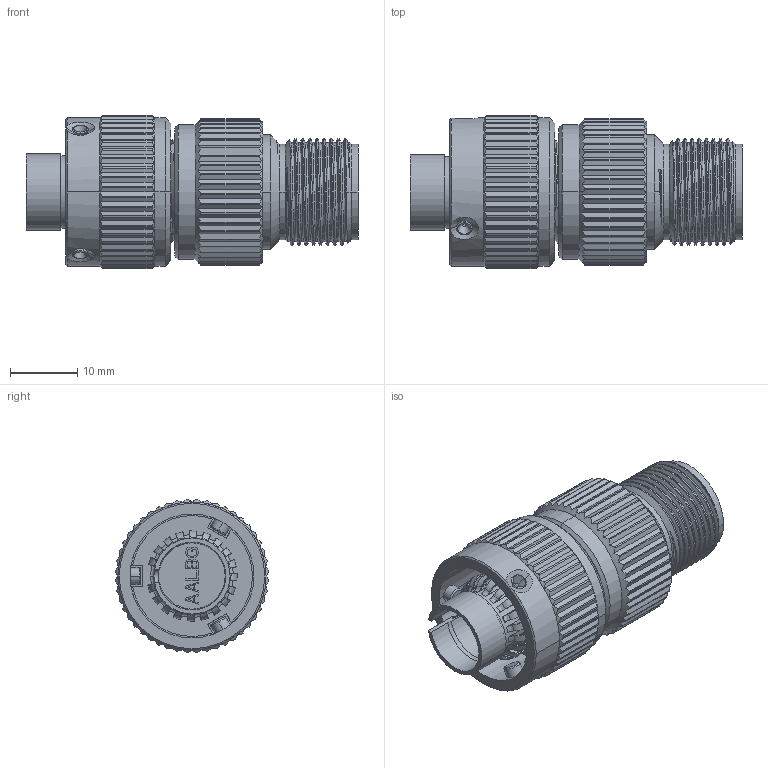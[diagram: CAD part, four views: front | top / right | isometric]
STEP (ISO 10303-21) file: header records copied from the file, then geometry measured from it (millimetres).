
FILE_DESCRIPTION((''),'2;1');
FILE_NAME('VG95234L-10_SW0001','2023-03-28T08:39:34',('paultorloting'),('NET AG system integration'),'CREO PARAMETRIC BY PTC INC, 2021404','CREO PARAMETRIC BY PTC INC, 2021404','');
FILE_SCHEMA(('AUTOMOTIVE_DESIGN { 1 0 10303 214 1 1 1 1 }'));
Products named in the file (1): VG95234L-10_SW0001
Bounding box: 49.3 x 22.73 x 22.73 mm (x, y, z)
Volume: 10877.4 mm3; surface area: 7231.6 mm2
Topology: 1 solids, 1 shells, 1171 faces, 3226 edges, 2085 vertices
Faces by surface type: plane 547, bspline 278, cylinder 265, cone 67, torus 14
Entity records: 62947 total; most frequent: CARTESIAN_POINT 31455, ORIENTED_EDGE 6440, DIRECTION 4185, EDGE_CURVE 3220, VERTEX_POINT 2085, VECTOR 1530, LINE 1530, AXIS2_PLACEMENT_3D 1326
